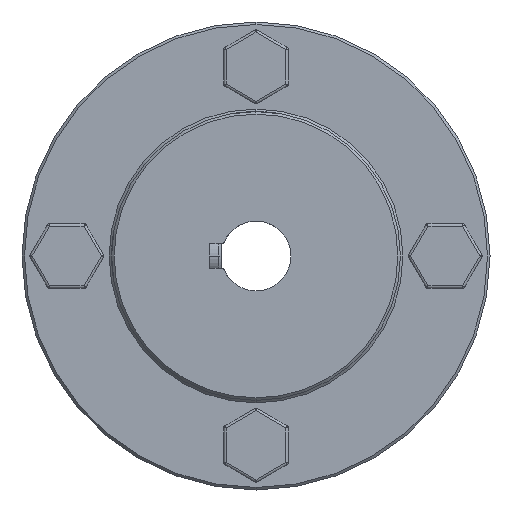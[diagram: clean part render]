
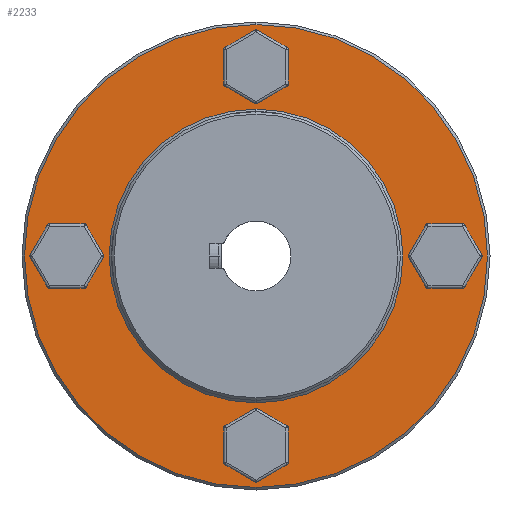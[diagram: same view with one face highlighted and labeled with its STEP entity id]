
A CAD part, left-side view. The second image highlights one B-rep face of the part: STEP entity #2233.
In plain terms, the highlighted planar face has unit normal (-1, 0, 0).
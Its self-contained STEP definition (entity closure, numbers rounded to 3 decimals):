
#193 = CARTESIAN_POINT ( 'NONE',  ( -11., 0., -46.5 ) ) ;
#194 = CARTESIAN_POINT ( 'NONE',  ( -11., 0., 46.5 ) ) ;
#195 = CARTESIAN_POINT ( 'NONE',  ( -11., 0., -29.5 ) ) ;
#196 = CARTESIAN_POINT ( 'NONE',  ( -11., 0., 29.5 ) ) ;
#220 = CARTESIAN_POINT ( 'NONE',  ( -11., -38., -4. ) ) ;
#222 = CARTESIAN_POINT ( 'NONE',  ( -11., 0., 42. ) ) ;
#226 = CARTESIAN_POINT ( 'NONE',  ( -11., -38., 4. ) ) ;
#230 = CARTESIAN_POINT ( 'NONE',  ( -11., 0., -42. ) ) ;
#231 = CARTESIAN_POINT ( 'NONE',  ( -11., 0., -34. ) ) ;
#233 = CARTESIAN_POINT ( 'NONE',  ( -11., 38., -4. ) ) ;
#234 = CARTESIAN_POINT ( 'NONE',  ( -11., 0., 34. ) ) ;
#236 = CARTESIAN_POINT ( 'NONE',  ( -11., 38., 4. ) ) ;
#746 = CIRCLE ( 'NONE', #8920, 4. ) ;
#756 = CIRCLE ( 'NONE', #8926, 4. ) ;
#763 = CIRCLE ( 'NONE', #8928, 4. ) ;
#768 = CIRCLE ( 'NONE', #8924, 4. ) ;
#781 = CIRCLE ( 'NONE', #8929, 29.5 ) ;
#801 = CIRCLE ( 'NONE', #8937, 46.5 ) ;
#852 = CIRCLE ( 'NONE', #8941, 4. ) ;
#868 = CIRCLE ( 'NONE', #8955, 29.5 ) ;
#873 = CIRCLE ( 'NONE', #8958, 4. ) ;
#875 = CIRCLE ( 'NONE', #8959, 4. ) ;
#877 = CIRCLE ( 'NONE', #8960, 4. ) ;
#878 = CIRCLE ( 'NONE', #8961, 46.5 ) ;
#1242 = CARTESIAN_POINT ( 'NONE',  ( -11., 38., 0. ) ) ;
#1247 = DIRECTION ( 'NONE',  ( -1., 0., 0. ) ) ;
#1248 = DIRECTION ( 'NONE',  ( 0., 0., 1. ) ) ;
#1264 = CARTESIAN_POINT ( 'NONE',  ( -11., 0., 38. ) ) ;
#1266 = DIRECTION ( 'NONE',  ( -1., 0., 0. ) ) ;
#1267 = DIRECTION ( 'NONE',  ( 0., 0., 1. ) ) ;
#1274 = CARTESIAN_POINT ( 'NONE',  ( -11., -38., 0. ) ) ;
#1276 = DIRECTION ( 'NONE',  ( -1., 0., 0. ) ) ;
#1277 = DIRECTION ( 'NONE',  ( 0., 0., 1. ) ) ;
#1282 = CARTESIAN_POINT ( 'NONE',  ( -11., 0., -38. ) ) ;
#1306 = DIRECTION ( 'NONE',  ( -1., 0., 0. ) ) ;
#1307 = DIRECTION ( 'NONE',  ( 0., 0., 1. ) ) ;
#1394 = CARTESIAN_POINT ( 'NONE',  ( -11., 0., 0. ) ) ;
#1395 = DIRECTION ( 'NONE',  ( 1., 0., 0. ) ) ;
#1396 = DIRECTION ( 'NONE',  ( 0., 0., 1. ) ) ;
#1459 = CARTESIAN_POINT ( 'NONE',  ( -11., 0., 0. ) ) ;
#1460 = DIRECTION ( 'NONE',  ( -1., 0., 0. ) ) ;
#1461 = DIRECTION ( 'NONE',  ( 0., 0., 1. ) ) ;
#1657 = CARTESIAN_POINT ( 'NONE',  ( -11., 38., 0. ) ) ;
#1662 = DIRECTION ( 'NONE',  ( -1., 0., 0. ) ) ;
#1663 = DIRECTION ( 'NONE',  ( 0., 0., 1. ) ) ;
#1689 = CARTESIAN_POINT ( 'NONE',  ( -11., 0., 0. ) ) ;
#1696 = DIRECTION ( 'NONE',  ( 1., 0., 0. ) ) ;
#1697 = DIRECTION ( 'NONE',  ( 0., 0., 1. ) ) ;
#1698 = CARTESIAN_POINT ( 'NONE',  ( -11., -38., 0. ) ) ;
#1701 = CARTESIAN_POINT ( 'NONE',  ( -11., 0., 38. ) ) ;
#1704 = CARTESIAN_POINT ( 'NONE',  ( -11., 0., -38. ) ) ;
#1705 = DIRECTION ( 'NONE',  ( -1., 0., 0. ) ) ;
#1706 = DIRECTION ( 'NONE',  ( 0., 0., 1. ) ) ;
#1707 = CARTESIAN_POINT ( 'NONE',  ( -11., 0., 0. ) ) ;
#1708 = DIRECTION ( 'NONE',  ( -1., 0., 0. ) ) ;
#1709 = DIRECTION ( 'NONE',  ( 0., 0., 1. ) ) ;
#1710 = DIRECTION ( 'NONE',  ( -1., 0., 0. ) ) ;
#1711 = DIRECTION ( 'NONE',  ( 0., 0., 1. ) ) ;
#1712 = DIRECTION ( 'NONE',  ( -1., 0., 0. ) ) ;
#1713 = DIRECTION ( 'NONE',  ( 0., 0., 1. ) ) ;
#2233 = ADVANCED_FACE ( 'NONE', ( #5966, #5969, #5971, #5973, #5960, #5967 ), #6948, .T. ) ;
#2609 = ORIENTED_EDGE ( 'NONE', *, *, #6450, .F. ) ;
#2610 = ORIENTED_EDGE ( 'NONE', *, *, #6525, .F. ) ;
#2611 = ORIENTED_EDGE ( 'NONE', *, *, #6457, .F. ) ;
#2612 = ORIENTED_EDGE ( 'NONE', *, *, #6542, .F. ) ;
#2613 = ORIENTED_EDGE ( 'NONE', *, *, #6461, .F. ) ;
#2614 = ORIENTED_EDGE ( 'NONE', *, *, #6541, .F. ) ;
#2615 = ORIENTED_EDGE ( 'NONE', *, *, #6465, .F. ) ;
#2616 = ORIENTED_EDGE ( 'NONE', *, *, #6543, .F. ) ;
#2617 = ORIENTED_EDGE ( 'NONE', *, *, #6544, .T. ) ;
#2618 = ORIENTED_EDGE ( 'NONE', *, *, #6489, .T. ) ;
#2619 = ORIENTED_EDGE ( 'NONE', *, *, #6475, .T. ) ;
#2620 = ORIENTED_EDGE ( 'NONE', *, *, #6538, .T. ) ;
#4872 = VERTEX_POINT ( 'NONE', #193 ) ;
#4874 = VERTEX_POINT ( 'NONE', #194 ) ;
#4876 = VERTEX_POINT ( 'NONE', #195 ) ;
#4878 = VERTEX_POINT ( 'NONE', #196 ) ;
#4922 = VERTEX_POINT ( 'NONE', #220 ) ;
#4924 = VERTEX_POINT ( 'NONE', #222 ) ;
#4928 = VERTEX_POINT ( 'NONE', #226 ) ;
#4932 = VERTEX_POINT ( 'NONE', #230 ) ;
#4933 = VERTEX_POINT ( 'NONE', #231 ) ;
#4935 = VERTEX_POINT ( 'NONE', #233 ) ;
#4936 = VERTEX_POINT ( 'NONE', #234 ) ;
#4938 = VERTEX_POINT ( 'NONE', #236 ) ;
#5543 = EDGE_LOOP ( 'NONE', ( #2619, #2620 ) ) ;
#5545 = EDGE_LOOP ( 'NONE', ( #2617, #2618 ) ) ;
#5546 = EDGE_LOOP ( 'NONE', ( #2615, #2616 ) ) ;
#5547 = EDGE_LOOP ( 'NONE', ( #2613, #2614 ) ) ;
#5548 = EDGE_LOOP ( 'NONE', ( #2611, #2612 ) ) ;
#5551 = EDGE_LOOP ( 'NONE', ( #2609, #2610 ) ) ;
#5960 = FACE_OUTER_BOUND ( 'NONE', #5545, .T. ) ;
#5966 = FACE_BOUND ( 'NONE', #5551, .T. ) ;
#5967 = FACE_BOUND ( 'NONE', #5543, .T. ) ;
#5969 = FACE_BOUND ( 'NONE', #5548, .T. ) ;
#5971 = FACE_BOUND ( 'NONE', #5547, .T. ) ;
#5973 = FACE_BOUND ( 'NONE', #5546, .T. ) ;
#6450 = EDGE_CURVE ( 'NONE', #4935, #4938, #746, .T. ) ;
#6457 = EDGE_CURVE ( 'NONE', #4936, #4924, #756, .T. ) ;
#6461 = EDGE_CURVE ( 'NONE', #4922, #4928, #763, .T. ) ;
#6465 = EDGE_CURVE ( 'NONE', #4932, #4933, #768, .T. ) ;
#6475 = EDGE_CURVE ( 'NONE', #4876, #4878, #781, .T. ) ;
#6489 = EDGE_CURVE ( 'NONE', #4874, #4872, #801, .T. ) ;
#6525 = EDGE_CURVE ( 'NONE', #4938, #4935, #852, .T. ) ;
#6538 = EDGE_CURVE ( 'NONE', #4878, #4876, #868, .T. ) ;
#6541 = EDGE_CURVE ( 'NONE', #4928, #4922, #873, .T. ) ;
#6542 = EDGE_CURVE ( 'NONE', #4924, #4936, #875, .T. ) ;
#6543 = EDGE_CURVE ( 'NONE', #4933, #4932, #877, .T. ) ;
#6544 = EDGE_CURVE ( 'NONE', #4872, #4874, #878, .T. ) ;
#6734 = AXIS2_PLACEMENT_3D ( 'NONE', #6946, #6951, #6952 ) ;
#6946 = CARTESIAN_POINT ( 'NONE',  ( -11., 47., 0. ) ) ;
#6948 = PLANE ( 'NONE',  #6734 ) ;
#6951 = DIRECTION ( 'NONE',  ( -1., 0., 0. ) ) ;
#6952 = DIRECTION ( 'NONE',  ( 0., 0., 1. ) ) ;
#8920 = AXIS2_PLACEMENT_3D ( 'NONE', #1242, #1247, #1248 ) ;
#8924 = AXIS2_PLACEMENT_3D ( 'NONE', #1282, #1306, #1307 ) ;
#8926 = AXIS2_PLACEMENT_3D ( 'NONE', #1264, #1266, #1267 ) ;
#8928 = AXIS2_PLACEMENT_3D ( 'NONE', #1274, #1276, #1277 ) ;
#8929 = AXIS2_PLACEMENT_3D ( 'NONE', #1394, #1395, #1396 ) ;
#8937 = AXIS2_PLACEMENT_3D ( 'NONE', #1459, #1460, #1461 ) ;
#8941 = AXIS2_PLACEMENT_3D ( 'NONE', #1657, #1662, #1663 ) ;
#8955 = AXIS2_PLACEMENT_3D ( 'NONE', #1689, #1696, #1697 ) ;
#8958 = AXIS2_PLACEMENT_3D ( 'NONE', #1698, #1705, #1706 ) ;
#8959 = AXIS2_PLACEMENT_3D ( 'NONE', #1701, #1708, #1709 ) ;
#8960 = AXIS2_PLACEMENT_3D ( 'NONE', #1704, #1710, #1711 ) ;
#8961 = AXIS2_PLACEMENT_3D ( 'NONE', #1707, #1712, #1713 ) ;
